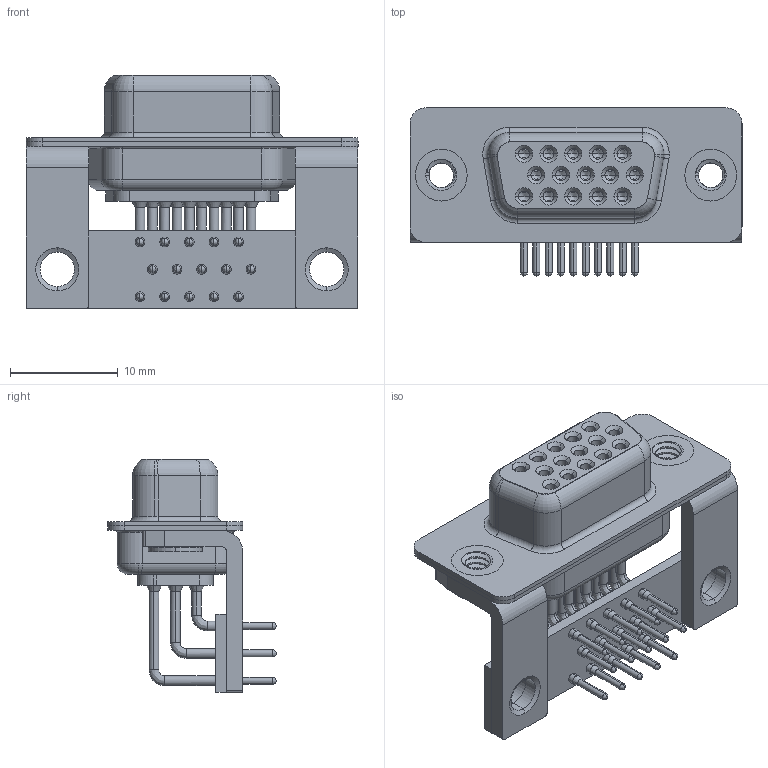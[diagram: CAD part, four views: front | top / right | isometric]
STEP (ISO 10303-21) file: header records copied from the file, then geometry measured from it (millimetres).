
FILE_DESCRIPTION (( 'STEP AP203' ), '1' );
FILE_NAME ('634-M15-363-WN4.STEP', '2018-09-27T21:46:11', ( '' ), ( '' ), 'SwSTEP 2.0', 'SolidWorks 2016', '' );
FILE_SCHEMA (( 'CONFIG_CONTROL_DESIGN' ));
Length unit declared in the file: millimetre
Products named in the file (10): 634M Shell Front_15 Contacts; 634M Shell Rear_15 Contacts; 634M Contact Row 1; 634M Contact Row 2; 634M Contact Row 3; 634M Stabilizer Board_15 Contacts; 634M 4-40 Threaded Rivet_Stabilizer; 634-M15-363-WN4; 634M Stabilizer Bracket; 634M Housing_15 Contacts
Assembly tree (23 placements, depth 2):
  634-M15-363-WN4
    634M Housing_15 Contacts
    634M Shell Front_15 Contacts
    634M Shell Rear_15 Contacts
    634M Contact Row 1  x5
    634M Contact Row 2  x5
    634M Contact Row 3  x5
    634M 4-40 Threaded Rivet_Stabilizer  x2
    634M Stabilizer Bracket  x2
    634M Stabilizer Board_15 Contacts
Bounding box: 30.8 x 15.6 x 21.7 mm (x, y, z)
Volume: 2216.4 mm3; surface area: 6817.3 mm2
Topology: 23 solids, 23 shells, 1154 faces, 2932 edges, 1850 vertices
Faces by surface type: cylinder 534, plane 318, cone 173, bspline 66, torus 63
Entity records: 21642 total; most frequent: CARTESIAN_POINT 4984, DIRECTION 3471, ORIENTED_EDGE 3002, EDGE_CURVE 1501, AXIS2_PLACEMENT_3D 1435, VERTEX_POINT 958, CIRCLE 803, EDGE_LOOP 763
